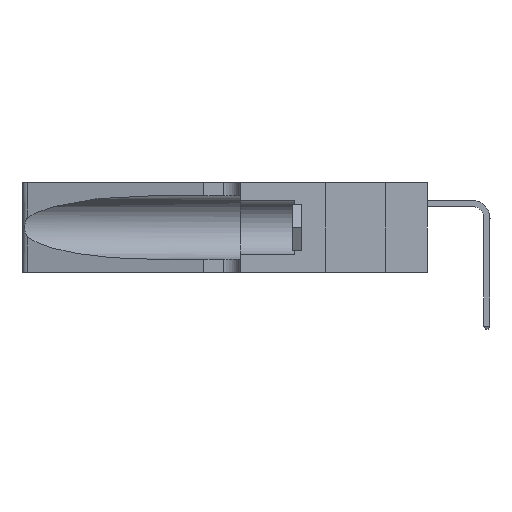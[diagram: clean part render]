
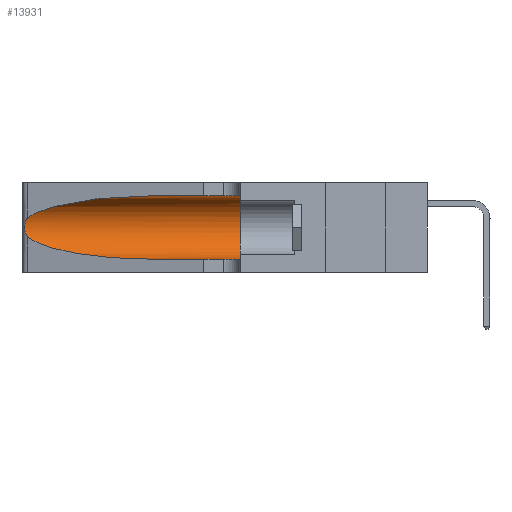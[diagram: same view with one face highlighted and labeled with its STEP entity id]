
A CAD part, left-side view. The second image highlights one B-rep face of the part: STEP entity #13931.
In plain terms, the highlighted cylindrical face has radius 3.308 mm (diameter 6.617 mm), a partial arc.
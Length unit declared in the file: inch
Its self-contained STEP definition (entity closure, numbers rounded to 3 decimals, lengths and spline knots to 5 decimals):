
#344 = CARTESIAN_POINT ( 'NONE',  ( 0.2373, 1.15595, 0.28018 ) ) ;
#801 = CARTESIAN_POINT ( 'NONE',  ( 0.25487, 1.22718, 0.14631 ) ) ;
#1097 = CARTESIAN_POINT ( 'NONE',  ( 0.25789, 1.23486, 0.15765 ) ) ;
#1238 =( BOUNDED_CURVE ( )  B_SPLINE_CURVE ( 3, ( #801, #16483, #21608, #6107 ),
 .UNSPECIFIED., .F., .T. ) 
 B_SPLINE_CURVE_WITH_KNOTS ( ( 4, 4 ),
 ( 3.44316, 4.71239 ),
 .UNSPECIFIED. ) 
 CURVE ( )  GEOMETRIC_REPRESENTATION_ITEM ( )  RATIONAL_B_SPLINE_CURVE ( ( 1., 0.87, 0.87, 1. ) ) 
 REPRESENTATION_ITEM ( '' )  );
#1284 = CARTESIAN_POINT ( 'NONE',  ( 0.1305, 0.35, 0.31525 ) ) ;
#1874 = ORIENTED_EDGE ( 'NONE', *, *, #31028, .T. ) ;
#2432 = CARTESIAN_POINT ( 'NONE',  ( 0.1305, 0.35, 0.185 ) ) ;
#2903 = CARTESIAN_POINT ( 'NONE',  ( 0.1305, 0.72297, 0.31525 ) ) ;
#2952 = CARTESIAN_POINT ( 'NONE',  ( 0.25487, 1.22718, 0.22369 ) ) ;
#3188 = EDGE_CURVE ( 'NONE', #24121, #4058, #15418, .T. ) ;
#3477 = CARTESIAN_POINT ( 'NONE',  ( 0.25487, 1.22718, 0.14631 ) ) ;
#3672 = CARTESIAN_POINT ( 'NONE',  ( 0.25555, 1.22994, 0.2215 ) ) ;
#3787 = CARTESIAN_POINT ( 'NONE',  ( 0.25555, 1.22993, 0.14849 ) ) ;
#4058 = VERTEX_POINT ( 'NONE', #19539 ) ;
#5092 = DIRECTION ( 'NONE',  ( 0., 0., 1. ) ) ;
#6012 = CYLINDRICAL_SURFACE ( 'NONE', #30602, 0.13025 ) ;
#6107 = CARTESIAN_POINT ( 'NONE',  ( 0.1305, 0.72297, 0.05475 ) ) ;
#6109 = LINE ( 'NONE', #27310, #19901 ) ;
#7244 = ORIENTED_EDGE ( 'NONE', *, *, #32079, .T. ) ;
#7949 = DIRECTION ( 'NONE',  ( 0., 0., -1. ) ) ;
#8310 = CIRCLE ( 'NONE', #32132, 0.13025 ) ;
#8661 = B_SPLINE_CURVE_WITH_KNOTS ( 'NONE', 3,
 ( #14066, #3672, #24329, #8931, #26856, #11563, #29371, #14178, #31942, #16787, #1097, #19348, #3787, #21895 ),
 .UNSPECIFIED., .F., .F.,
 ( 4, 2, 2, 2, 2, 2, 4 ),
 ( 0., 0.00027, 0.00053, 0.00107, 0.0016, 0.00187, 0.00214 ),
 .UNSPECIFIED. ) ;
#8931 = CARTESIAN_POINT ( 'NONE',  ( 0.25787, 1.23484, 0.2124 ) ) ;
#10671 = CARTESIAN_POINT ( 'NONE',  ( 0.1305, 1.61858, 0.05475 ) ) ;
#11515 = VERTEX_POINT ( 'NONE', #2952 ) ;
#11563 = CARTESIAN_POINT ( 'NONE',  ( 0.26018, 1.23835, 0.19895 ) ) ;
#11764 = ORIENTED_EDGE ( 'NONE', *, *, #27769, .F. ) ;
#12032 = DIRECTION ( 'NONE',  ( 0., -1., 0. ) ) ;
#12220 =( BOUNDED_CURVE ( )  B_SPLINE_CURVE ( 3, ( #2903, #13432, #344, #18618 ),
 .UNSPECIFIED., .F., .T. ) 
 B_SPLINE_CURVE_WITH_KNOTS ( ( 4, 4 ),
 ( 1.5708, 2.84003 ),
 .UNSPECIFIED. ) 
 CURVE ( )  GEOMETRIC_REPRESENTATION_ITEM ( )  RATIONAL_B_SPLINE_CURVE ( ( 1., 0.87, 0.87, 1. ) ) 
 REPRESENTATION_ITEM ( '' )  );
#13295 = DIRECTION ( 'NONE',  ( 0., -1., 0. ) ) ;
#13432 = CARTESIAN_POINT ( 'NONE',  ( 0.18966, 0.96281, 0.31525 ) ) ;
#13931 = ADVANCED_FACE ( 'NONE', ( #26532 ), #6012, .F. ) ;
#14066 = CARTESIAN_POINT ( 'NONE',  ( 0.25487, 1.22718, 0.22369 ) ) ;
#14178 = CARTESIAN_POINT ( 'NONE',  ( 0.26075, 1.23896, 0.178 ) ) ;
#15418 = LINE ( 'NONE', #10671, #21403 ) ;
#16483 = CARTESIAN_POINT ( 'NONE',  ( 0.2373, 1.15595, 0.08982 ) ) ;
#16787 = CARTESIAN_POINT ( 'NONE',  ( 0.25856, 1.23593, 0.16098 ) ) ;
#17028 = ORIENTED_EDGE ( 'NONE', *, *, #25908, .F. ) ;
#18374 = DIRECTION ( 'NONE',  ( 0., -1., 0. ) ) ;
#18618 = CARTESIAN_POINT ( 'NONE',  ( 0.25487, 1.22718, 0.22369 ) ) ;
#19348 = CARTESIAN_POINT ( 'NONE',  ( 0.25639, 1.23186, 0.15144 ) ) ;
#19539 = CARTESIAN_POINT ( 'NONE',  ( 0.1305, 0.35, 0.05475 ) ) ;
#19901 = VECTOR ( 'NONE', #12032, 39.37008 ) ;
#20620 = DIRECTION ( 'NONE',  ( 0., 1., 0. ) ) ;
#21068 = CARTESIAN_POINT ( 'NONE',  ( 0.1305, 0.72297, 0.05475 ) ) ;
#21403 = VECTOR ( 'NONE', #13295, 39.37008 ) ;
#21608 = CARTESIAN_POINT ( 'NONE',  ( 0.18966, 0.96281, 0.05475 ) ) ;
#21895 = CARTESIAN_POINT ( 'NONE',  ( 0.25487, 1.22718, 0.14631 ) ) ;
#22199 = ORIENTED_EDGE ( 'NONE', *, *, #3188, .T. ) ;
#24121 = VERTEX_POINT ( 'NONE', #21068 ) ;
#24225 = EDGE_CURVE ( 'NONE', #24246, #24121, #1238, .T. ) ;
#24246 = VERTEX_POINT ( 'NONE', #3477 ) ;
#24329 = CARTESIAN_POINT ( 'NONE',  ( 0.25639, 1.23184, 0.21858 ) ) ;
#25895 = CARTESIAN_POINT ( 'NONE',  ( 0.1305, 1.61858, 0.185 ) ) ;
#25908 = EDGE_CURVE ( 'NONE', #27073, #4058, #8310, .T. ) ;
#26111 = CARTESIAN_POINT ( 'NONE',  ( 0.1305, 0.72297, 0.31525 ) ) ;
#26481 = EDGE_LOOP ( 'NONE', ( #7244, #1874, #30057, #22199, #17028, #11764 ) ) ;
#26532 = FACE_OUTER_BOUND ( 'NONE', #26481, .T. ) ;
#26856 = CARTESIAN_POINT ( 'NONE',  ( 0.25854, 1.2359, 0.20912 ) ) ;
#27073 = VERTEX_POINT ( 'NONE', #1284 ) ;
#27310 = CARTESIAN_POINT ( 'NONE',  ( 0.1305, 1.61858, 0.31525 ) ) ;
#27769 = EDGE_CURVE ( 'NONE', #32984, #27073, #6109, .T. ) ;
#29371 = CARTESIAN_POINT ( 'NONE',  ( 0.26075, 1.23896, 0.19203 ) ) ;
#30057 = ORIENTED_EDGE ( 'NONE', *, *, #24225, .T. ) ;
#30602 = AXIS2_PLACEMENT_3D ( 'NONE', #25895, #18374, #7949 ) ;
#31028 = EDGE_CURVE ( 'NONE', #11515, #24246, #8661, .T. ) ;
#31942 = CARTESIAN_POINT ( 'NONE',  ( 0.26017, 1.23833, 0.17102 ) ) ;
#32079 = EDGE_CURVE ( 'NONE', #32984, #11515, #12220, .T. ) ;
#32132 = AXIS2_PLACEMENT_3D ( 'NONE', #2432, #20620, #5092 ) ;
#32984 = VERTEX_POINT ( 'NONE', #26111 ) ;
